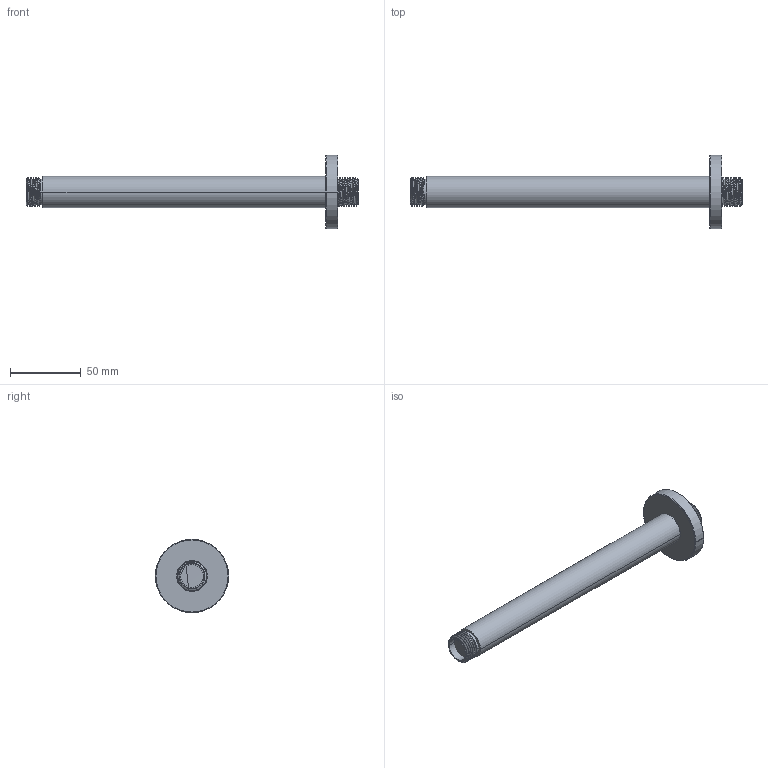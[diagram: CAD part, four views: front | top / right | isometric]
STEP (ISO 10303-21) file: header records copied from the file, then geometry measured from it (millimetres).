
FILE_DESCRIPTION((''),'2;1');
FILE_NAME('T09-200_ASM','2019-12-05T',('Administrator'),(''),'PRO/ENGINEER BY PARAMETRIC TECHNOLOGY CORPORATION, 2010280','PRO/ENGINEER BY PARAMETRIC TECHNOLOGY CORPORATION, 2010280','');
FILE_SCHEMA(('CONFIG_CONTROL_DESIGN'));
Length unit declared in the file: millimetre
Products named in the file (3): T09-200; C04; T09-200_ASM
Assembly tree (2 placements, depth 2):
  T09-200_ASM
    T09-200
    C04
Bounding box: 235 x 52 x 52 mm (x, y, z)
Volume: 21690.2 mm3; surface area: 41272.6 mm2
Topology: 2 solids, 2 shells, 88 faces, 214 edges, 133 vertices
Faces by surface type: plane 26, bspline 25, cylinder 24, cone 9, torus 4
Entity records: 7806 total; most frequent: CARTESIAN_POINT 5782, ORIENTED_EDGE 420, DIRECTION 377, EDGE_CURVE 210, AXIS2_PLACEMENT_3D 146, VERTEX_POINT 130, EDGE_LOOP 96, FACE_OUTER_BOUND 87
